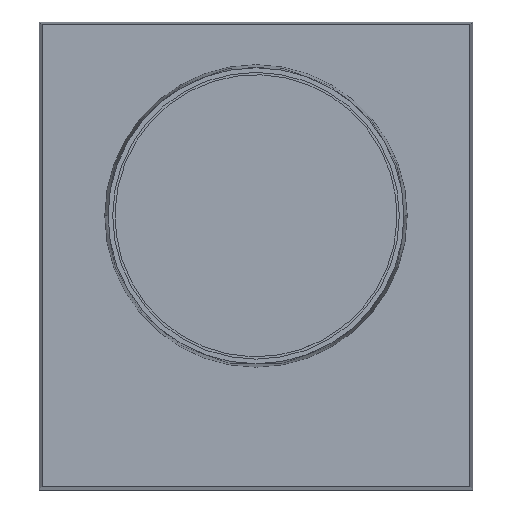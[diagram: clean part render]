
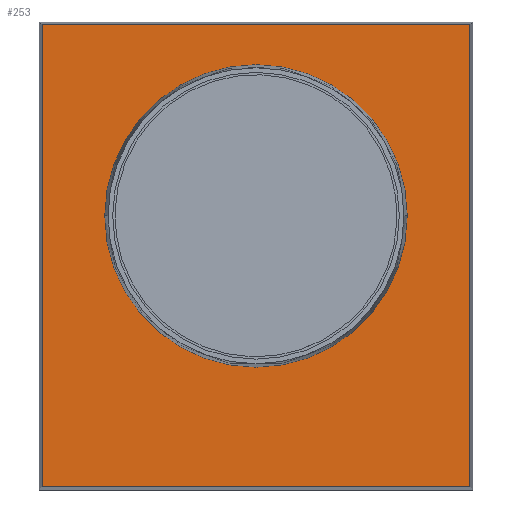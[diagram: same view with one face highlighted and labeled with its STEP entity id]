
A CAD part, top view. The second image highlights one B-rep face of the part: STEP entity #253.
In plain terms, the highlighted planar face has unit normal (0, 0, 1).
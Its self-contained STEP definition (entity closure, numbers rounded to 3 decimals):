
#16 = AXIS2_PLACEMENT_3D ( 'NONE', #949, #950, #951 ) ;
#43 = AXIS2_PLACEMENT_3D ( 'NONE', #943, #944, #945 ) ;
#48 = AXIS2_PLACEMENT_3D ( 'NONE', #142, #143, #144 ) ;
#60 = CARTESIAN_POINT ( 'NONE',  ( 7.96, -4.2, 3.7 ) ) ;
#83 = EDGE_CURVE ( 'NONE', #1274, #305, #594, .T. ) ;
#85 = EDGE_CURVE ( 'NONE', #305, #304, #588, .T. ) ;
#86 = EDGE_CURVE ( 'NONE', #304, #306, #584, .T. ) ;
#87 = EDGE_CURVE ( 'NONE', #123, #259, #581, .T. ) ;
#100 = EDGE_CURVE ( 'NONE', #259, #123, #554, .T. ) ;
#123 = VERTEX_POINT ( 'NONE', #60 ) ;
#142 = CARTESIAN_POINT ( 'NONE',  ( 4.69, -4.2, 3.7 ) ) ;
#143 = DIRECTION ( 'NONE',  ( 0., 0., 1. ) ) ;
#144 = DIRECTION ( 'NONE',  ( 1., 0., 0. ) ) ;
#190 = EDGE_CURVE ( 'NONE', #306, #1274, #519, .T. ) ;
#253 = ADVANCED_FACE ( 'NONE', ( #447, #446 ), #948, .T. ) ;
#259 = VERTEX_POINT ( 'NONE', #960 ) ;
#304 = VERTEX_POINT ( 'NONE', #977 ) ;
#305 = VERTEX_POINT ( 'NONE', #978 ) ;
#306 = VERTEX_POINT ( 'NONE', #979 ) ;
#345 = CARTESIAN_POINT ( 'NONE',  ( 0.065, 0., 3.7 ) ) ;
#346 = DIRECTION ( 'NONE',  ( 0., -1., 0. ) ) ;
#446 = FACE_OUTER_BOUND ( 'NONE', #689, .T. ) ;
#447 = FACE_BOUND ( 'NONE', #692, .T. ) ;
#510 = VECTOR ( 'NONE', #346, 1000. ) ;
#512 = VECTOR ( 'NONE', #942, 1000. ) ;
#519 = LINE ( 'NONE', #345, #510 ) ;
#554 = CIRCLE ( 'NONE', #48, 3.27 ) ;
#581 = CIRCLE ( 'NONE', #43, 3.27 ) ;
#584 = LINE ( 'NONE', #941, #512 ) ;
#585 = VECTOR ( 'NONE', #940, 1000. ) ;
#588 = LINE ( 'NONE', #939, #585 ) ;
#591 = VECTOR ( 'NONE', #936, 1000. ) ;
#594 = LINE ( 'NONE', #935, #591 ) ;
#689 = EDGE_LOOP ( 'NONE', ( #860, #859, #858, #857 ) ) ;
#692 = EDGE_LOOP ( 'NONE', ( #871, #870 ) ) ;
#857 = ORIENTED_EDGE ( 'NONE', *, *, #86, .T. ) ;
#858 = ORIENTED_EDGE ( 'NONE', *, *, #85, .T. ) ;
#859 = ORIENTED_EDGE ( 'NONE', *, *, #83, .T. ) ;
#860 = ORIENTED_EDGE ( 'NONE', *, *, #190, .T. ) ;
#870 = ORIENTED_EDGE ( 'NONE', *, *, #100, .F. ) ;
#871 = ORIENTED_EDGE ( 'NONE', *, *, #87, .F. ) ;
#911 = CARTESIAN_POINT ( 'NONE',  ( 0.065, -10.055, 3.7 ) ) ;
#935 = CARTESIAN_POINT ( 'NONE',  ( 0., -10.055, 3.7 ) ) ;
#936 = DIRECTION ( 'NONE',  ( 1., 0., 0. ) ) ;
#939 = CARTESIAN_POINT ( 'NONE',  ( 9.315, 0., 3.7 ) ) ;
#940 = DIRECTION ( 'NONE',  ( 0., 1., 0. ) ) ;
#941 = CARTESIAN_POINT ( 'NONE',  ( 0., -0.065, 3.7 ) ) ;
#942 = DIRECTION ( 'NONE',  ( -1., 0., 0. ) ) ;
#943 = CARTESIAN_POINT ( 'NONE',  ( 4.69, -4.2, 3.7 ) ) ;
#944 = DIRECTION ( 'NONE',  ( 0., 0., 1. ) ) ;
#945 = DIRECTION ( 'NONE',  ( 1., 0., 0. ) ) ;
#948 = PLANE ( 'NONE',  #16 ) ;
#949 = CARTESIAN_POINT ( 'NONE',  ( 0., -10.12, 3.7 ) ) ;
#950 = DIRECTION ( 'NONE',  ( 0., 0., 1. ) ) ;
#951 = DIRECTION ( 'NONE',  ( 1., 0., 0. ) ) ;
#960 = CARTESIAN_POINT ( 'NONE',  ( 1.42, -4.2, 3.7 ) ) ;
#977 = CARTESIAN_POINT ( 'NONE',  ( 9.315, -0.065, 3.7 ) ) ;
#978 = CARTESIAN_POINT ( 'NONE',  ( 9.315, -10.055, 3.7 ) ) ;
#979 = CARTESIAN_POINT ( 'NONE',  ( 0.065, -0.065, 3.7 ) ) ;
#1274 = VERTEX_POINT ( 'NONE', #911 ) ;
